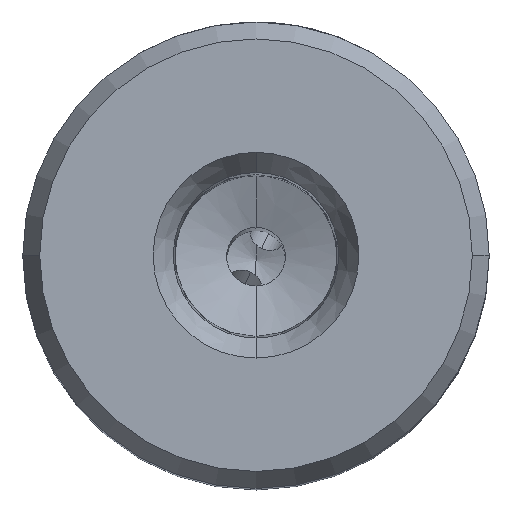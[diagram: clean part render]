
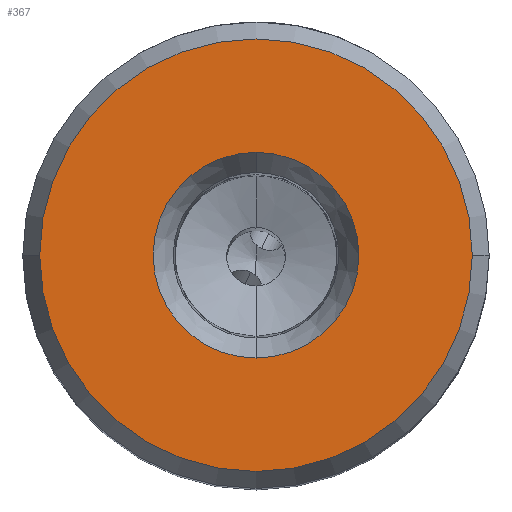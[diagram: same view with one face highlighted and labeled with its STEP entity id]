
A CAD part, top view. The second image highlights one B-rep face of the part: STEP entity #367.
In plain terms, the highlighted planar face has unit normal (0, 0, 1).
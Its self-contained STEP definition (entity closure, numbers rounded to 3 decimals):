
#60=FACE_BOUND('',#662,.T.);
#61=FACE_BOUND('',#663,.T.);
#106=PLANE('',#2924);
#367=ADVANCED_FACE('',(#60,#61),#106,.T.);
#662=EDGE_LOOP('',(#1170,#1171));
#663=EDGE_LOOP('',(#1172,#1173));
#1170=ORIENTED_EDGE('',*,*,#2328,.T.);
#1171=ORIENTED_EDGE('',*,*,#2330,.T.);
#1172=ORIENTED_EDGE('',*,*,#2331,.T.);
#1173=ORIENTED_EDGE('',*,*,#2332,.T.);
#2008=VERTEX_POINT('',#4058);
#2009=VERTEX_POINT('',#4060);
#2010=VERTEX_POINT('',#4066);
#2011=VERTEX_POINT('',#4067);
#2328=EDGE_CURVE('',#2009,#2008,#2718,.T.);
#2330=EDGE_CURVE('',#2008,#2009,#2719,.T.);
#2331=EDGE_CURVE('',#2010,#2011,#2720,.T.);
#2332=EDGE_CURVE('',#2011,#2010,#2721,.T.);
#2718=CIRCLE('',#2918,7.);
#2719=CIRCLE('',#2920,7.);
#2720=CIRCLE('',#2922,14.72);
#2721=CIRCLE('',#2923,14.72);
#2918=AXIS2_PLACEMENT_3D('',#4059,#3205,#3206);
#2920=AXIS2_PLACEMENT_3D('',#4063,#3210,#3211);
#2922=AXIS2_PLACEMENT_3D('',#4065,#3214,#3215);
#2923=AXIS2_PLACEMENT_3D('',#4068,#3216,#3217);
#2924=AXIS2_PLACEMENT_3D('',#4069,#3218,#3219);
#3205=DIRECTION('',(0.,0.,-1.));
#3206=DIRECTION('',(0.,1.,0.));
#3210=DIRECTION('',(0.,0.,-1.));
#3211=DIRECTION('',(0.,-1.,0.));
#3214=DIRECTION('',(0.,0.,1.));
#3215=DIRECTION('',(1.,0.,0.));
#3216=DIRECTION('',(0.,0.,1.));
#3217=DIRECTION('',(-1.,0.,0.));
#3218=DIRECTION('',(0.,0.,1.));
#3219=DIRECTION('',(-1.,0.,0.));
#4058=CARTESIAN_POINT('',(0.,-7.,30.2));
#4059=CARTESIAN_POINT('',(0.,0.,30.2));
#4060=CARTESIAN_POINT('',(0.,7.,30.2));
#4063=CARTESIAN_POINT('',(0.,0.,30.2));
#4065=CARTESIAN_POINT('',(0.,0.,30.2));
#4066=CARTESIAN_POINT('',(14.72,0.,30.2));
#4067=CARTESIAN_POINT('',(-14.72,0.,30.2));
#4068=CARTESIAN_POINT('',(0.,0.,30.2));
#4069=CARTESIAN_POINT('',(0.,0.,30.2));
